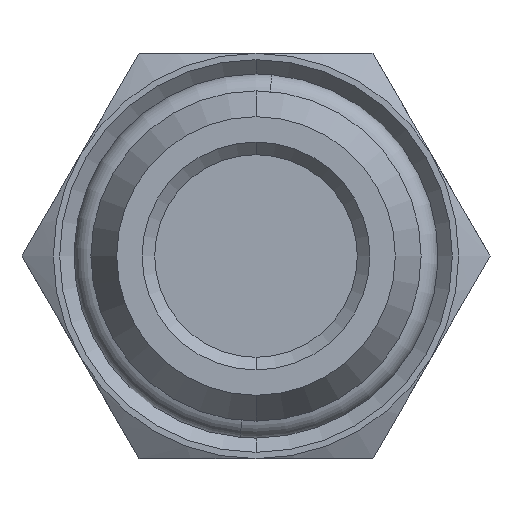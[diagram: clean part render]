
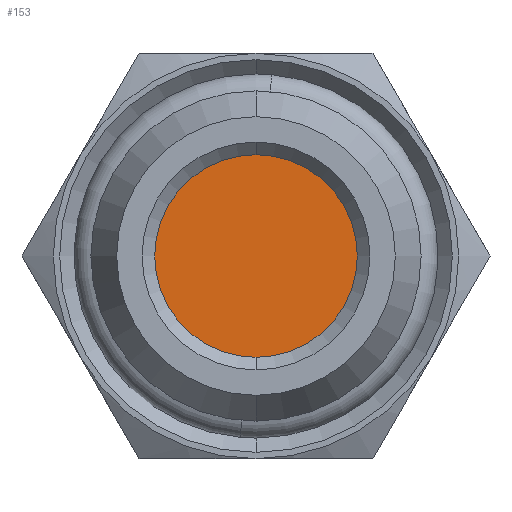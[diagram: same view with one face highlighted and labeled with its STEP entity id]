
A CAD part, front view. The second image highlights one B-rep face of the part: STEP entity #153.
In plain terms, the highlighted planar face has unit normal (0, -1, 0).
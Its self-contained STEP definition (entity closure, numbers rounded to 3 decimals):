
#153 = ADVANCED_FACE ( 'NONE', ( #10748 ), #2386, .T. ) ;
#2386 = PLANE ( 'NONE',  #16456 ) ;
#2394 = CARTESIAN_POINT ( 'NONE',  ( 0., 1.366, 0. ) ) ;
#2395 = DIRECTION ( 'NONE',  ( 0., -1., 0. ) ) ;
#2396 = DIRECTION ( 'NONE',  ( 1., 0., 0. ) ) ;
#3560 = EDGE_LOOP ( 'NONE', ( #4004, #4006 ) ) ;
#4004 = ORIENTED_EDGE ( 'NONE', *, *, #18183, .F. ) ;
#4006 = ORIENTED_EDGE ( 'NONE', *, *, #21834, .F. ) ;
#4193 = AXIS2_PLACEMENT_3D ( 'NONE', #10679, #10680, #10681 ) ;
#10679 = CARTESIAN_POINT ( 'NONE',  ( 0., 1.366, 0. ) ) ;
#10680 = DIRECTION ( 'NONE',  ( 0., 1., 0. ) ) ;
#10681 = DIRECTION ( 'NONE',  ( 1., 0., 0. ) ) ;
#10748 = FACE_OUTER_BOUND ( 'NONE', #3560, .T. ) ;
#12188 = CIRCLE ( 'NONE', #4193, 4. ) ;
#12420 = CIRCLE ( 'NONE', #24736, 4. ) ;
#16456 = AXIS2_PLACEMENT_3D ( 'NONE', #2394, #2395, #2396 ) ;
#18183 = EDGE_CURVE ( 'NONE', #22111, #22114, #12188, .T. ) ;
#18361 = CARTESIAN_POINT ( 'NONE',  ( 0., 1.366, 0. ) ) ;
#18362 = DIRECTION ( 'NONE',  ( 0., 1., 0. ) ) ;
#18363 = DIRECTION ( 'NONE',  ( 1., 0., 0. ) ) ;
#18394 = CARTESIAN_POINT ( 'NONE',  ( 0., 1.366, -4. ) ) ;
#18397 = CARTESIAN_POINT ( 'NONE',  ( 0., 1.366, 4. ) ) ;
#21834 = EDGE_CURVE ( 'NONE', #22114, #22111, #12420, .T. ) ;
#22111 = VERTEX_POINT ( 'NONE', #18394 ) ;
#22114 = VERTEX_POINT ( 'NONE', #18397 ) ;
#24736 = AXIS2_PLACEMENT_3D ( 'NONE', #18361, #18362, #18363 ) ;
